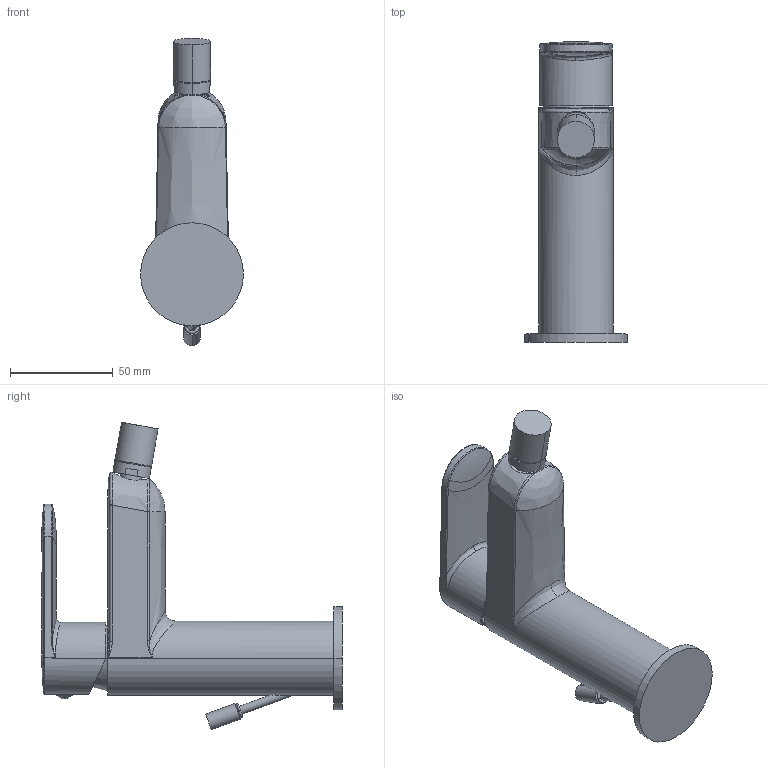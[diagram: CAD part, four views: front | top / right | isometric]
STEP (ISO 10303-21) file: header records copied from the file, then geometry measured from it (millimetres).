
FILE_DESCRIPTION((''),'2;1');
FILE_NAME('CA135CR','2021-01-13T13:08:48',('ut3'),('PAFFONI SpA'),'CREO PARAMETRIC BY PTC INC, 2020044','CREO PARAMETRIC BY PTC INC, 2020044','');
FILE_SCHEMA(('CONFIG_CONTROL_DESIGN','SHAPE_APPEARANCE_LAYERS_GROUPS'));
Length unit declared in the file: millimetre
Products named in the file (1): CA135CR
Bounding box: 50 x 145.92 x 149.24 mm (x, y, z)
Volume: 208734.6 mm3; surface area: 42391.6 mm2
Topology: 3 solids, 3 shells, 186 faces, 452 edges, 279 vertices
Faces by surface type: bspline 59, cylinder 54, plane 50, cone 17, torus 4, sphere 2
Entity records: 12556 total; most frequent: CARTESIAN_POINT 7013, ORIENTED_EDGE 900, DIRECTION 707, EDGE_CURVE 450, AXIS2_PLACEMENT_3D 279, VERTEX_POINT 279, FILL_AREA_STYLE_COLOUR 226, FILL_AREA_STYLE 226
